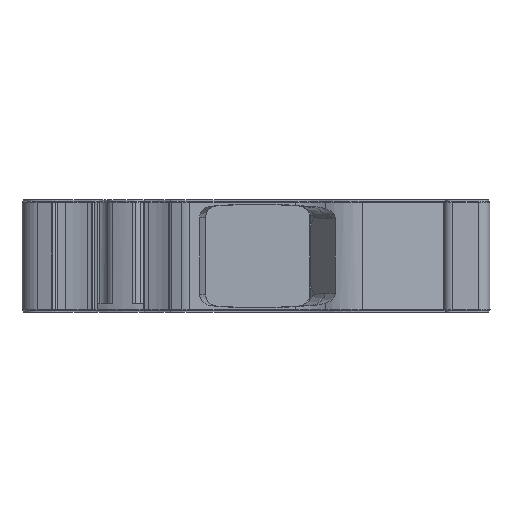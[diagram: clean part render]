
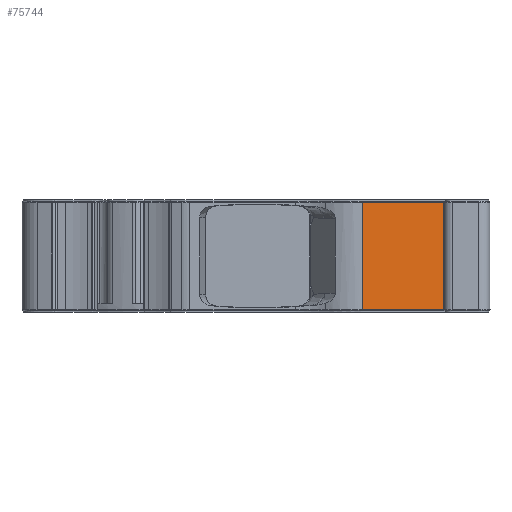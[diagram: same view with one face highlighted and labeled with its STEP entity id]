
A CAD part, left-side view. The second image highlights one B-rep face of the part: STEP entity #75744.
In plain terms, the highlighted planar face has unit normal (-0.992, -0.127, 0).
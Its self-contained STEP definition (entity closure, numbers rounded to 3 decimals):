
#2964 = EDGE_CURVE ( 'NONE', #15404, #15389, #40266, .T. ) ;
#3018 = EDGE_CURVE ( 'NONE', #15389, #15402, #90046, .T. ) ;
#12838 = ORIENTED_EDGE ( 'NONE', *, *, #76362, .F. ) ;
#12860 = ORIENTED_EDGE ( 'NONE', *, *, #76295, .T. ) ;
#12869 = ORIENTED_EDGE ( 'NONE', *, *, #2964, .T. ) ;
#12877 = ORIENTED_EDGE ( 'NONE', *, *, #76299, .F. ) ;
#12905 = ORIENTED_EDGE ( 'NONE', *, *, #76366, .T. ) ;
#12950 = ORIENTED_EDGE ( 'NONE', *, *, #3018, .T. ) ;
#15389 = VERTEX_POINT ( 'NONE', #72981 ) ;
#15402 = VERTEX_POINT ( 'NONE', #72988 ) ;
#15404 = VERTEX_POINT ( 'NONE', #73003 ) ;
#15559 = VERTEX_POINT ( 'NONE', #73275 ) ;
#15571 = VERTEX_POINT ( 'NONE', #73211 ) ;
#15582 = VERTEX_POINT ( 'NONE', #73366 ) ;
#18282 = AXIS2_PLACEMENT_3D ( 'NONE', #35059, #35078, #35079 ) ;
#35029 = PLANE ( 'NONE',  #18282 ) ;
#35059 = CARTESIAN_POINT ( 'NONE',  ( 50.912, 27.968, 2.471 ) ) ;
#35076 = FACE_OUTER_BOUND ( 'NONE', #77045, .T. ) ;
#35078 = DIRECTION ( 'NONE',  ( -0.992, -0.127, 0. ) ) ;
#35079 = DIRECTION ( 'NONE',  ( 0.127, -0.992, 0. ) ) ;
#40266 = B_SPLINE_CURVE_WITH_KNOTS ( 'NONE', 3,
 ( #84327, #84373, #84366, #84323, #84318, #84344, #84334, #84348, #84369, #84331, #84347, #84355, #84360, #84340, #84370, #84335, #84349, #84356, #84361, #84341, #84353, #84316, #84350, #84362, #84367, #84337, #84371, #84372, #84338, #84354, #84317 ),
 .UNSPECIFIED., .F., .F.,
 ( 4, 3, 3, 3, 3, 3, 3, 3, 3, 3, 4 ),
 ( 0., 0., 0., 0., 0., 0., 0., 0., 0., 0., 0. ),
 .UNSPECIFIED. ) ;
#43814 = VECTOR ( 'NONE', #45430, 1000. ) ;
#43905 = VECTOR ( 'NONE', #45437, 1000. ) ;
#43949 = VECTOR ( 'NONE', #49789, 1000. ) ;
#43953 = VECTOR ( 'NONE', #49930, 1000. ) ;
#45397 = LINE ( 'NONE', #45418, #43814 ) ;
#45418 = CARTESIAN_POINT ( 'NONE',  ( 51.807, 20.953, 2.471 ) ) ;
#45430 = DIRECTION ( 'NONE',  ( 0., 0., 1. ) ) ;
#45435 = LINE ( 'NONE', #45443, #43905 ) ;
#45437 = DIRECTION ( 'NONE',  ( -0.127, 0.992, 0. ) ) ;
#45443 = CARTESIAN_POINT ( 'NONE',  ( 50.912, 27.968, -2.779 ) ) ;
#49767 = CARTESIAN_POINT ( 'NONE',  ( 50.912, 27.968, 2.471 ) ) ;
#49786 = LINE ( 'NONE', #49767, #43949 ) ;
#49789 = DIRECTION ( 'NONE',  ( 0., 0., 1. ) ) ;
#49930 = DIRECTION ( 'NONE',  ( -0.127, 0.992, 0. ) ) ;
#50002 = LINE ( 'NONE', #50010, #43953 ) ;
#50010 = CARTESIAN_POINT ( 'NONE',  ( 50.912, 27.968, 6.521 ) ) ;
#72981 = CARTESIAN_POINT ( 'NONE',  ( 51.807, 20.953, -1.806 ) ) ;
#72988 = CARTESIAN_POINT ( 'NONE',  ( 51.807, 20.953, 6.521 ) ) ;
#73003 = CARTESIAN_POINT ( 'NONE',  ( 51.807, 20.953, -2.156 ) ) ;
#73211 = CARTESIAN_POINT ( 'NONE',  ( 50.912, 27.968, 6.521 ) ) ;
#73275 = CARTESIAN_POINT ( 'NONE',  ( 51.807, 20.953, -2.779 ) ) ;
#73366 = CARTESIAN_POINT ( 'NONE',  ( 50.912, 27.968, -2.779 ) ) ;
#75744 = ADVANCED_FACE ( 'NONE', ( #35076 ), #35029, .T. ) ;
#76295 = EDGE_CURVE ( 'NONE', #15559, #15404, #45397, .T. ) ;
#76299 = EDGE_CURVE ( 'NONE', #15559, #15582, #45435, .T. ) ;
#76362 = EDGE_CURVE ( 'NONE', #15582, #15571, #49786, .T. ) ;
#76366 = EDGE_CURVE ( 'NONE', #15402, #15571, #50002, .T. ) ;
#77045 = EDGE_LOOP ( 'NONE', ( #12950, #12905, #12838, #12877, #12860, #12869 ) ) ;
#84316 = CARTESIAN_POINT ( 'NONE',  ( 51.814, 20.892, -1.939 ) ) ;
#84317 = CARTESIAN_POINT ( 'NONE',  ( 51.807, 20.953, -1.806 ) ) ;
#84318 = CARTESIAN_POINT ( 'NONE',  ( 51.809, 20.937, -2.088 ) ) ;
#84323 = CARTESIAN_POINT ( 'NONE',  ( 51.808, 20.944, -2.106 ) ) ;
#84327 = CARTESIAN_POINT ( 'NONE',  ( 51.807, 20.953, -2.156 ) ) ;
#84331 = CARTESIAN_POINT ( 'NONE',  ( 51.815, 20.885, -2.009 ) ) ;
#84334 = CARTESIAN_POINT ( 'NONE',  ( 51.811, 20.918, -2.056 ) ) ;
#84335 = CARTESIAN_POINT ( 'NONE',  ( 51.817, 20.875, -1.979 ) ) ;
#84337 = CARTESIAN_POINT ( 'NONE',  ( 51.808, 20.94, -1.862 ) ) ;
#84338 = CARTESIAN_POINT ( 'NONE',  ( 51.807, 20.952, -1.819 ) ) ;
#84340 = CARTESIAN_POINT ( 'NONE',  ( 51.816, 20.876, -1.988 ) ) ;
#84341 = CARTESIAN_POINT ( 'NONE',  ( 51.816, 20.88, -1.956 ) ) ;
#84344 = CARTESIAN_POINT ( 'NONE',  ( 51.81, 20.928, -2.071 ) ) ;
#84347 = CARTESIAN_POINT ( 'NONE',  ( 51.816, 20.882, -2.003 ) ) ;
#84348 = CARTESIAN_POINT ( 'NONE',  ( 51.812, 20.907, -2.04 ) ) ;
#84349 = CARTESIAN_POINT ( 'NONE',  ( 51.817, 20.875, -1.975 ) ) ;
#84350 = CARTESIAN_POINT ( 'NONE',  ( 51.813, 20.906, -1.919 ) ) ;
#84353 = CARTESIAN_POINT ( 'NONE',  ( 51.815, 20.886, -1.947 ) ) ;
#84354 = CARTESIAN_POINT ( 'NONE',  ( 51.807, 20.953, -1.813 ) ) ;
#84355 = CARTESIAN_POINT ( 'NONE',  ( 51.816, 20.879, -1.998 ) ) ;
#84356 = CARTESIAN_POINT ( 'NONE',  ( 51.816, 20.875, -1.97 ) ) ;
#84360 = CARTESIAN_POINT ( 'NONE',  ( 51.816, 20.877, -1.992 ) ) ;
#84361 = CARTESIAN_POINT ( 'NONE',  ( 51.816, 20.877, -1.966 ) ) ;
#84362 = CARTESIAN_POINT ( 'NONE',  ( 51.811, 20.92, -1.9 ) ) ;
#84366 = CARTESIAN_POINT ( 'NONE',  ( 51.807, 20.95, -2.122 ) ) ;
#84367 = CARTESIAN_POINT ( 'NONE',  ( 51.809, 20.932, -1.879 ) ) ;
#84369 = CARTESIAN_POINT ( 'NONE',  ( 51.814, 20.895, -2.025 ) ) ;
#84370 = CARTESIAN_POINT ( 'NONE',  ( 51.817, 20.875, -1.984 ) ) ;
#84371 = CARTESIAN_POINT ( 'NONE',  ( 51.807, 20.947, -1.845 ) ) ;
#84372 = CARTESIAN_POINT ( 'NONE',  ( 51.807, 20.951, -1.826 ) ) ;
#84373 = CARTESIAN_POINT ( 'NONE',  ( 51.807, 20.953, -2.139 ) ) ;
#88652 = VECTOR ( 'NONE', #90079, 1000. ) ;
#90046 = LINE ( 'NONE', #90048, #88652 ) ;
#90048 = CARTESIAN_POINT ( 'NONE',  ( 51.807, 20.953, 2.471 ) ) ;
#90079 = DIRECTION ( 'NONE',  ( 0., 0., 1. ) ) ;
